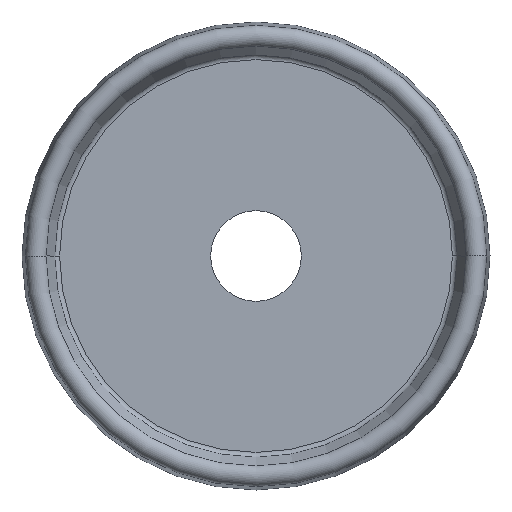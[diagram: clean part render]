
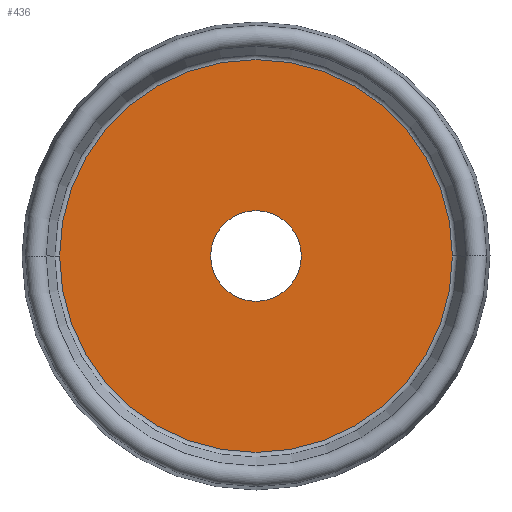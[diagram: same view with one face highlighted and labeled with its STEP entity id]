
A CAD part, left-side view. The second image highlights one B-rep face of the part: STEP entity #436.
In plain terms, the highlighted planar face has unit normal (-1, 0, 0).
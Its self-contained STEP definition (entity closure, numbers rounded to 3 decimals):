
#5 = EDGE_LOOP ( 'NONE', ( #190, #138 ) ) ;
#12 = EDGE_CURVE ( 'NONE', #56, #109, #416, .T. ) ;
#21 = DIRECTION ( 'NONE',  ( 0., 1., 0. ) ) ;
#36 = CARTESIAN_POINT ( 'NONE',  ( -0.9, -2.1, 0. ) ) ;
#56 = VERTEX_POINT ( 'NONE', #554 ) ;
#84 = DIRECTION ( 'NONE',  ( 0., 1., 0. ) ) ;
#96 = AXIS2_PLACEMENT_3D ( 'NONE', #345, #298, #352 ) ;
#100 = DIRECTION ( 'NONE',  ( -1., 0., 0. ) ) ;
#101 = ORIENTED_EDGE ( 'NONE', *, *, #165, .T. ) ;
#109 = VERTEX_POINT ( 'NONE', #558 ) ;
#134 = ORIENTED_EDGE ( 'NONE', *, *, #390, .T. ) ;
#137 = PLANE ( 'NONE',  #455 ) ;
#138 = ORIENTED_EDGE ( 'NONE', *, *, #372, .F. ) ;
#145 = DIRECTION ( 'NONE',  ( 0., -1., 0. ) ) ;
#163 = AXIS2_PLACEMENT_3D ( 'NONE', #512, #275, #21 ) ;
#165 = EDGE_CURVE ( 'NONE', #219, #285, #392, .T. ) ;
#172 = CIRCLE ( 'NONE', #96, 2.1 ) ;
#190 = ORIENTED_EDGE ( 'NONE', *, *, #12, .F. ) ;
#206 = DIRECTION ( 'NONE',  ( 0., 1., 0. ) ) ;
#219 = VERTEX_POINT ( 'NONE', #36 ) ;
#227 = FACE_OUTER_BOUND ( 'NONE', #5, .T. ) ;
#250 = CARTESIAN_POINT ( 'NONE',  ( -0.9, 0., 0. ) ) ;
#254 = DIRECTION ( 'NONE',  ( 1., 0., 0. ) ) ;
#275 = DIRECTION ( 'NONE',  ( 1., 0., 0. ) ) ;
#285 = VERTEX_POINT ( 'NONE', #486 ) ;
#298 = DIRECTION ( 'NONE',  ( 1., 0., 0. ) ) ;
#307 = CARTESIAN_POINT ( 'NONE',  ( -0.9, 2.1, 0. ) ) ;
#345 = CARTESIAN_POINT ( 'NONE',  ( -0.9, 0., 0. ) ) ;
#352 = DIRECTION ( 'NONE',  ( 0., 1., 0. ) ) ;
#372 = EDGE_CURVE ( 'NONE', #109, #56, #495, .T. ) ;
#390 = EDGE_CURVE ( 'NONE', #285, #219, #172, .T. ) ;
#392 = CIRCLE ( 'NONE', #474, 2.1 ) ;
#416 = CIRCLE ( 'NONE', #163, 9.097 ) ;
#419 = EDGE_LOOP ( 'NONE', ( #134, #101 ) ) ;
#423 = CARTESIAN_POINT ( 'NONE',  ( -0.9, 0., 0. ) ) ;
#425 = AXIS2_PLACEMENT_3D ( 'NONE', #250, #254, #84 ) ;
#436 = ADVANCED_FACE ( 'NONE', ( #551, #227 ), #137, .T. ) ;
#455 = AXIS2_PLACEMENT_3D ( 'NONE', #307, #100, #145 ) ;
#474 = AXIS2_PLACEMENT_3D ( 'NONE', #423, #519, #206 ) ;
#486 = CARTESIAN_POINT ( 'NONE',  ( -0.9, 2.1, 0. ) ) ;
#495 = CIRCLE ( 'NONE', #425, 9.097 ) ;
#512 = CARTESIAN_POINT ( 'NONE',  ( -0.9, 0., 0. ) ) ;
#519 = DIRECTION ( 'NONE',  ( 1., 0., 0. ) ) ;
#551 = FACE_BOUND ( 'NONE', #419, .T. ) ;
#554 = CARTESIAN_POINT ( 'NONE',  ( -0.9, 9.097, 0. ) ) ;
#558 = CARTESIAN_POINT ( 'NONE',  ( -0.9, -9.097, 0. ) ) ;
